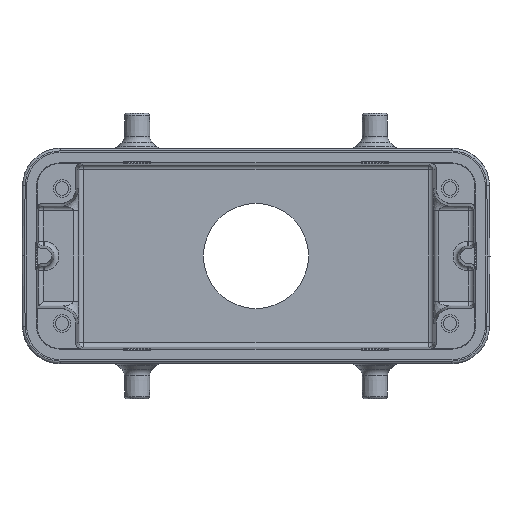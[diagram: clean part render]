
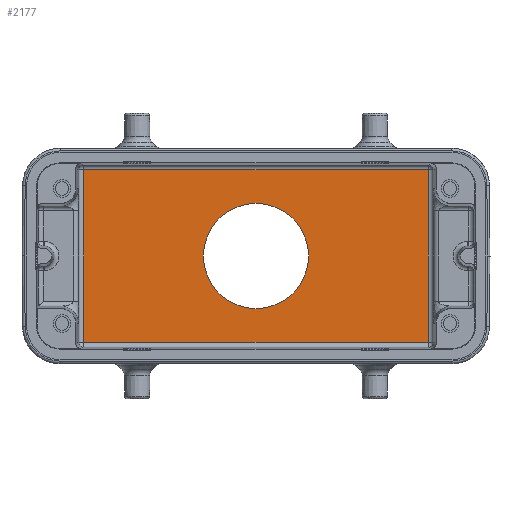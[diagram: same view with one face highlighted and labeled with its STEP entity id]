
A CAD part, front view. The second image highlights one B-rep face of the part: STEP entity #2177.
In plain terms, the highlighted planar face has unit normal (0, -1, 0).
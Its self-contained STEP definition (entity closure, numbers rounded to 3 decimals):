
#562=FACE_BOUND('',#2961,.T.);
#563=FACE_BOUND('',#2962,.T.);
#677=PLANE('',#7079);
#1031=LINE('',#9944,#1632);
#1032=LINE('',#9953,#1633);
#1066=LINE('',#10092,#1667);
#1073=LINE('',#10127,#1674);
#1632=VECTOR('',#8050,1.);
#1633=VECTOR('',#8061,1.);
#1667=VECTOR('',#8145,1.);
#1674=VECTOR('',#8188,1.);
#2177=ADVANCED_FACE('',(#562,#563),#677,.F.);
#2961=EDGE_LOOP('',(#3886,#3887));
#2962=EDGE_LOOP('',(#3888,#3889,#3890,#3891));
#3886=ORIENTED_EDGE('',*,*,#6034,.F.);
#3887=ORIENTED_EDGE('',*,*,#6038,.F.);
#3888=ORIENTED_EDGE('',*,*,#6039,.T.);
#3889=ORIENTED_EDGE('',*,*,#5969,.F.);
#3890=ORIENTED_EDGE('',*,*,#5973,.T.);
#3891=ORIENTED_EDGE('',*,*,#6022,.T.);
#5278=VERTEX_POINT('',#9939);
#5280=VERTEX_POINT('',#9943);
#5282=VERTEX_POINT('',#9951);
#5311=VERTEX_POINT('',#10070);
#5323=VERTEX_POINT('',#10116);
#5324=VERTEX_POINT('',#10118);
#5969=EDGE_CURVE('',#5280,#5278,#1031,.T.);
#5973=EDGE_CURVE('',#5280,#5282,#1032,.T.);
#6022=EDGE_CURVE('',#5282,#5311,#1066,.T.);
#6034=EDGE_CURVE('',#5323,#5324,#6697,.T.);
#6038=EDGE_CURVE('',#5324,#5323,#6700,.T.);
#6039=EDGE_CURVE('',#5311,#5278,#1073,.T.);
#6697=CIRCLE('',#7072,10.5);
#6700=CIRCLE('',#7077,10.5);
#7072=AXIS2_PLACEMENT_3D('',#10117,#8173,#8174);
#7077=AXIS2_PLACEMENT_3D('',#10125,#8184,#8185);
#7079=AXIS2_PLACEMENT_3D('',#10128,#8189,#8190);
#8050=DIRECTION('',(-1.,0.,0.));
#8061=DIRECTION('',(0.,0.,1.));
#8145=DIRECTION('',(-1.,0.,0.));
#8173=DIRECTION('',(0.,-1.,0.));
#8174=DIRECTION('',(1.,0.,0.));
#8184=DIRECTION('',(0.,-1.,0.));
#8185=DIRECTION('',(-1.,0.,0.));
#8188=DIRECTION('',(0.,0.,-1.));
#8189=DIRECTION('',(0.,1.,0.));
#8190=DIRECTION('',(1.,0.,0.));
#9939=CARTESIAN_POINT('',(-34.445,43.,-17.222));
#9943=CARTESIAN_POINT('',(34.445,43.,-17.222));
#9944=CARTESIAN_POINT('',(34.445,43.,-17.222));
#9951=CARTESIAN_POINT('',(34.445,43.,17.222));
#9953=CARTESIAN_POINT('',(34.445,43.,-17.222));
#10070=CARTESIAN_POINT('',(-34.445,43.,17.222));
#10092=CARTESIAN_POINT('',(34.445,43.,17.222));
#10116=CARTESIAN_POINT('',(10.5,43.,0.));
#10117=CARTESIAN_POINT('',(0.,43.,0.));
#10118=CARTESIAN_POINT('',(-10.5,43.,0.));
#10125=CARTESIAN_POINT('',(0.,43.,0.));
#10127=CARTESIAN_POINT('',(-34.445,43.,17.222));
#10128=CARTESIAN_POINT('',(45.5,43.,-21.5));
